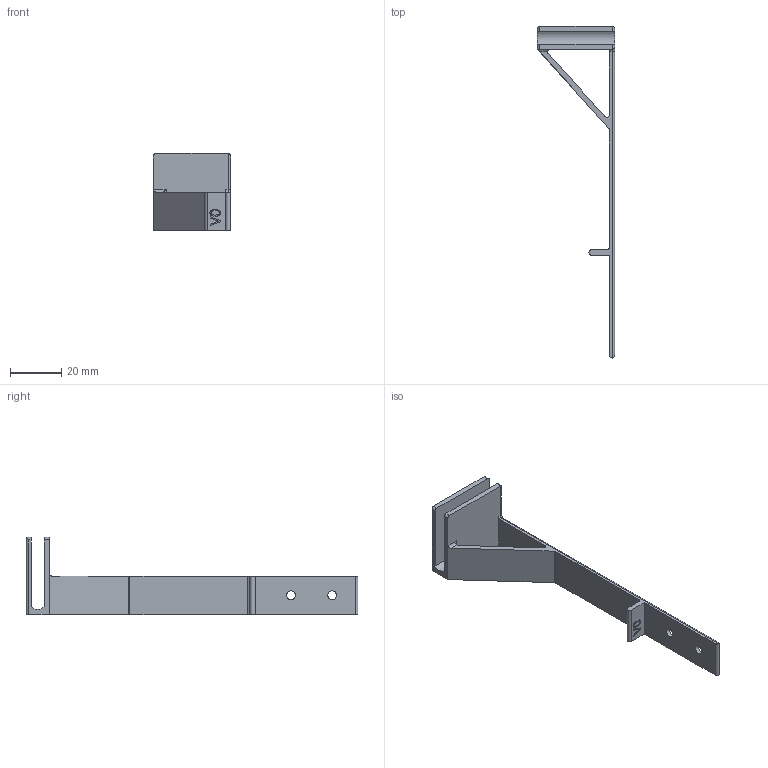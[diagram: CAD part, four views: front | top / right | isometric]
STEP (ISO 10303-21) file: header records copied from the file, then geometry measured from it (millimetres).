
FILE_DESCRIPTION( ( '' ), ' ' );
FILE_NAME( '5b70b9119fe6b00f132557a6.step', '2018-08-12T22:47:46', ( '' ), ( '' ), ' ', ' ', ' ' );
FILE_SCHEMA( ( 'AUTOMOTIVE_DESIGN { 1 0 10303 214 1 1 1 1 }' ) );
Length unit declared in the file: metre
Products named in the file (1): Ender3-Backboard-Bracket
Bounding box: 30 x 129 x 30 mm (x, y, z)
Volume: 8903.9 mm3; surface area: 9686.4 mm2
Topology: 1 solids, 1 shells, 69 faces, 183 edges, 120 vertices
Faces by surface type: plane 29, cylinder 21, extrusion 18, torus 1
Full cylindrical faces by diameter (mm): 3.4 x2, 6.5 x2
Entity records: 2725 total; most frequent: CARTESIAN_POINT 477, ORIENTED_EDGE 358, DIRECTION 305, EDGE_CURVE 179, VECTOR 121, VERTEX_POINT 120, LINE 103, AXIS2_PLACEMENT_3D 92
